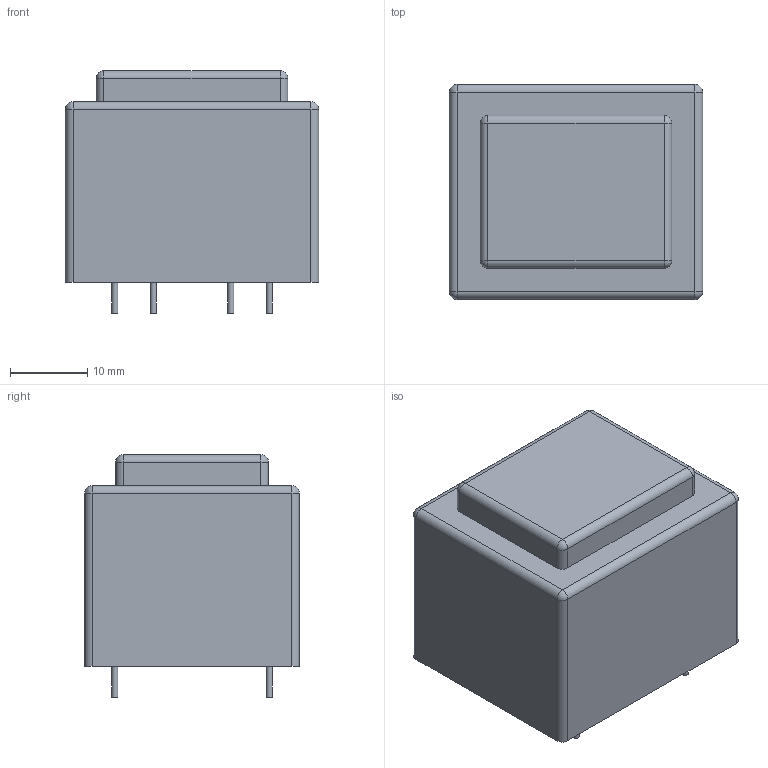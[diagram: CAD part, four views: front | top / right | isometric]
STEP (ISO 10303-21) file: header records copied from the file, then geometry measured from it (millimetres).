
FILE_DESCRIPTION(('FreeCAD Model'),'2;1');
FILE_NAME('Compound.step', '2020-05-30T20:11:47',('kicad StepUp'),('ksu MCAD'), 'Open CASCADE STEP processor 7.3','FreeCAD','Unknown');
FILE_SCHEMA(('AUTOMOTIVE_DESIGN { 1 0 10303 214 1 1 1 1 }'));
Length unit declared in the file: millimetre
Products named in the file (1): Compound
Bounding box: 32.8 x 27.8 x 31.4 mm (x, y, z)
Volume: 23241.9 mm3; surface area: 4922.3 mm2
Topology: 5 solids, 5 shells, 47 faces, 92 edges, 48 vertices
Faces by surface type: cylinder 20, plane 19, sphere 8
Full cylindrical faces by diameter (mm): 0.8 x4
Entity records: 1460 total; most frequent: DIRECTION 220, CARTESIAN_POINT 180, ORIENTED_EDGE 168, AXIS2_PLACEMENT_3D 88, EDGE_CURVE 84, FACE_BOUND 48, EDGE_LOOP 48, VERTEX_POINT 48
